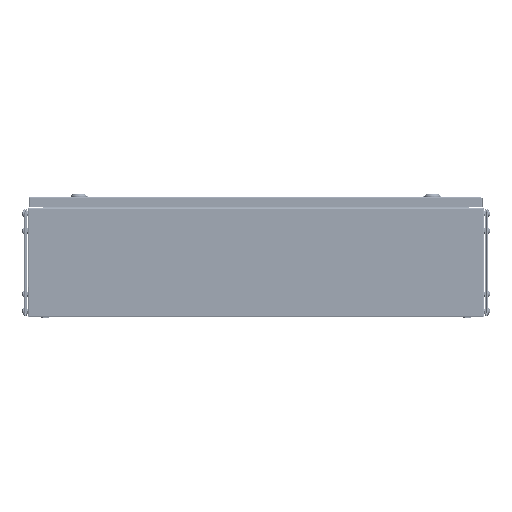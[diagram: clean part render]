
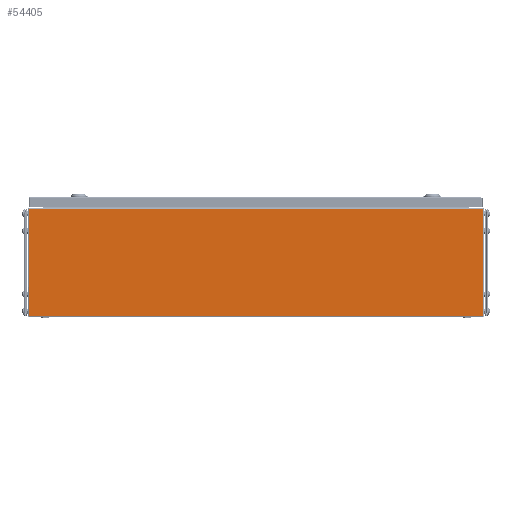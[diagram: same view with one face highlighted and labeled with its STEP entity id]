
A CAD part, left-side view. The second image highlights one B-rep face of the part: STEP entity #54405.
In plain terms, the highlighted planar face has unit normal (-1, 0, 0).
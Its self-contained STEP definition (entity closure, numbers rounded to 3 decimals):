
#1274 = CARTESIAN_POINT ( 'NONE',  ( -400., 395.5, 0. ) ) ;
#1771 = ORIENTED_EDGE ( 'NONE', *, *, #58973, .T. ) ;
#1880 = CARTESIAN_POINT ( 'NONE',  ( -400., -395.5, 187.5 ) ) ;
#3814 = DIRECTION ( 'NONE',  ( 1., 0., 0. ) ) ;
#4923 = LINE ( 'NONE', #30395, #27250 ) ;
#8200 = LINE ( 'NONE', #1274, #79271 ) ;
#11416 = DIRECTION ( 'NONE',  ( 0., 0., 1. ) ) ;
#12719 = VERTEX_POINT ( 'NONE', #60380 ) ;
#13820 = ORIENTED_EDGE ( 'NONE', *, *, #62368, .F. ) ;
#20934 = ORIENTED_EDGE ( 'NONE', *, *, #50923, .T. ) ;
#24119 = CARTESIAN_POINT ( 'NONE',  ( -400., 0., 0. ) ) ;
#24883 = VECTOR ( 'NONE', #41652, 1000. ) ;
#25250 = AXIS2_PLACEMENT_3D ( 'NONE', #24119, #3814, #69132 ) ;
#27189 = LINE ( 'NONE', #53556, #76837 ) ;
#27250 = VECTOR ( 'NONE', #11416, 1000. ) ;
#29434 = EDGE_LOOP ( 'NONE', ( #20934, #1771, #13820, #54876 ) ) ;
#30395 = CARTESIAN_POINT ( 'NONE',  ( -400., -395.5, 0. ) ) ;
#35677 = EDGE_CURVE ( 'NONE', #60544, #84714, #4923, .T. ) ;
#41652 = DIRECTION ( 'NONE',  ( 0., 1., 0. ) ) ;
#50923 = EDGE_CURVE ( 'NONE', #84714, #51210, #74522, .T. ) ;
#51210 = VERTEX_POINT ( 'NONE', #64143 ) ;
#53556 = CARTESIAN_POINT ( 'NONE',  ( -400., 395.5, 1. ) ) ;
#54251 = CARTESIAN_POINT ( 'NONE',  ( -400., -395.5, 1. ) ) ;
#54405 = ADVANCED_FACE ( 'NONE', ( #75189 ), #70419, .F. ) ;
#54876 = ORIENTED_EDGE ( 'NONE', *, *, #35677, .T. ) ;
#58973 = EDGE_CURVE ( 'NONE', #51210, #12719, #8200, .T. ) ;
#60380 = CARTESIAN_POINT ( 'NONE',  ( -400., 395.5, 1. ) ) ;
#60492 = DIRECTION ( 'NONE',  ( 0., 0., -1. ) ) ;
#60544 = VERTEX_POINT ( 'NONE', #54251 ) ;
#62368 = EDGE_CURVE ( 'NONE', #60544, #12719, #27189, .T. ) ;
#64143 = CARTESIAN_POINT ( 'NONE',  ( -400., 395.5, 187.5 ) ) ;
#69132 = DIRECTION ( 'NONE',  ( 0., 0., -1. ) ) ;
#70419 = PLANE ( 'NONE',  #25250 ) ;
#74522 = LINE ( 'NONE', #1880, #24883 ) ;
#75189 = FACE_OUTER_BOUND ( 'NONE', #29434, .T. ) ;
#76837 = VECTOR ( 'NONE', #79983, 1000. ) ;
#79271 = VECTOR ( 'NONE', #60492, 1000. ) ;
#79983 = DIRECTION ( 'NONE',  ( 0., 1., 0. ) ) ;
#82471 = CARTESIAN_POINT ( 'NONE',  ( -400., -395.5, 187.5 ) ) ;
#84714 = VERTEX_POINT ( 'NONE', #82471 ) ;
